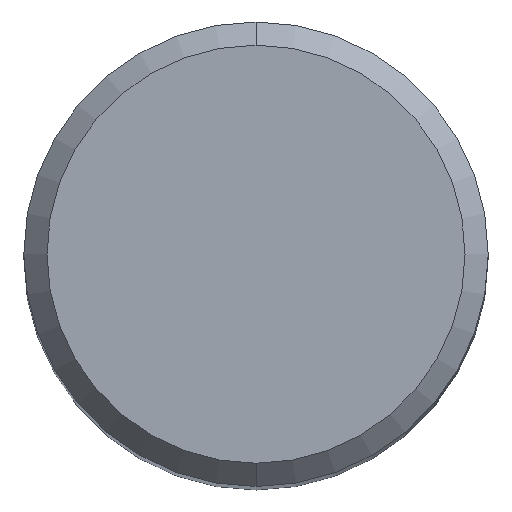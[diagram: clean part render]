
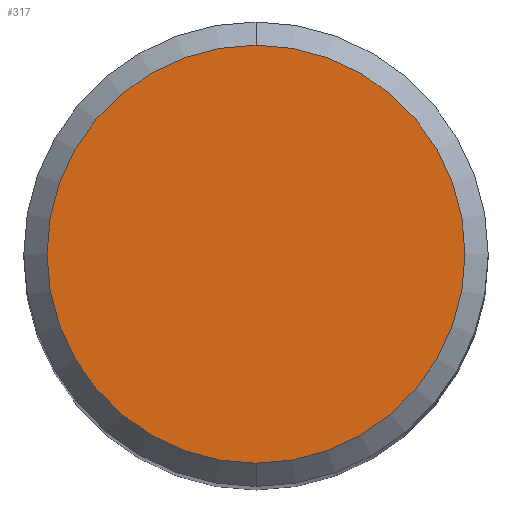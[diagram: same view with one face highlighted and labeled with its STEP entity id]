
A CAD part, top view. The second image highlights one B-rep face of the part: STEP entity #317.
In plain terms, the highlighted planar face has unit normal (0, 0, 1).
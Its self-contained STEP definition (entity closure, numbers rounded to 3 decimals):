
#183=EDGE_CURVE('',#325,#287,#491,.T.);
#251=EDGE_CURVE('',#287,#325,#565,.T.);
#287=VERTEX_POINT('',#604);
#317=ADVANCED_FACE('',(#638),#639,.T.);
#325=VERTEX_POINT('',#647);
#491=CIRCLE('',#823,4.5);
#565=CIRCLE('',#979,4.5);
#604=CARTESIAN_POINT('',(0.,-4.5,0.0));
#638=FACE_OUTER_BOUND('',#1163,.T.);
#639=PLANE('',#1164);
#647=CARTESIAN_POINT('',(0.0,4.5,0.0));
#823=AXIS2_PLACEMENT_3D('',#1500,#1501,#1502);
#979=AXIS2_PLACEMENT_3D('',#1587,#1588,#1589);
#1163=EDGE_LOOP('',(#1662,#1663));
#1164=AXIS2_PLACEMENT_3D('',#1664,#1665,#1666);
#1500=CARTESIAN_POINT('',(0.0,0.0,0.0));
#1501=DIRECTION('',(0.0,0.0,-1.0));
#1502=DIRECTION('',(0.0,1.0,0.0));
#1587=CARTESIAN_POINT('',(0.0,0.0,0.0));
#1588=DIRECTION('',(0.0,0.0,-1.0));
#1589=DIRECTION('',(0.0,1.0,0.0));
#1662=ORIENTED_EDGE('',*,*,#183,.F.);
#1663=ORIENTED_EDGE('',*,*,#251,.F.);
#1664=CARTESIAN_POINT('',(0.0,2.25,0.0));
#1665=DIRECTION('',(-0.0,0.0,1.0));
#1666=DIRECTION('',(0.0,-1.0,0.0));
